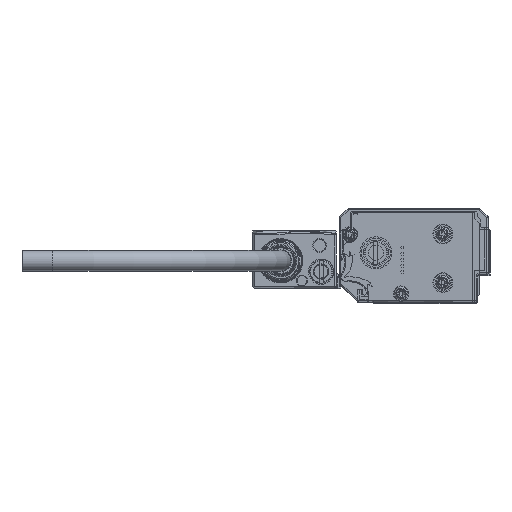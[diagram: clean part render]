
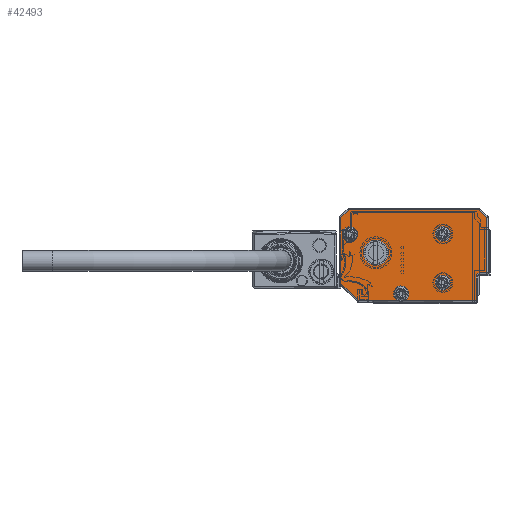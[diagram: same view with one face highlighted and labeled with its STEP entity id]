
A CAD part, left-side view. The second image highlights one B-rep face of the part: STEP entity #42493.
In plain terms, the highlighted planar face has unit normal (-1, 0, 0).
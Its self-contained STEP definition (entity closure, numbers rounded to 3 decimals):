
#42278=AXIS2_PLACEMENT_3D('Circle Axis2P3D',#42276,#42277,$) ;
#42306=AXIS2_PLACEMENT_3D('Circle Axis2P3D',#42304,#42305,$) ;
#42321=AXIS2_PLACEMENT_3D('Plane Axis2P3D',#42318,#42319,#42320) ;
#42325=AXIS2_PLACEMENT_3D('Circle Axis2P3D',#42323,#42324,$) ;
#42332=AXIS2_PLACEMENT_3D('Circle Axis2P3D',#42330,#42331,$) ;
#42339=AXIS2_PLACEMENT_3D('Circle Axis2P3D',#42337,#42338,$) ;
#42351=AXIS2_PLACEMENT_3D('Circle Axis2P3D',#42349,#42350,$) ;
#42423=AXIS2_PLACEMENT_3D('Circle Axis2P3D',#42421,#42422,$) ;
#42432=AXIS2_PLACEMENT_3D('Circle Axis2P3D',#42430,#42431,$) ;
#42441=AXIS2_PLACEMENT_3D('Circle Axis2P3D',#42439,#42440,$) ;
#42450=AXIS2_PLACEMENT_3D('Circle Axis2P3D',#42448,#42449,$) ;
#42459=AXIS2_PLACEMENT_3D('Circle Axis2P3D',#42457,#42458,$) ;
#42468=AXIS2_PLACEMENT_3D('Circle Axis2P3D',#42466,#42467,$) ;
#42477=AXIS2_PLACEMENT_3D('Circle Axis2P3D',#42475,#42476,$) ;
#42486=AXIS2_PLACEMENT_3D('Circle Axis2P3D',#42484,#42485,$) ;
#35934=CARTESIAN_POINT('Vertex',(-1373.,8.4,-1.)) ;
#35936=CARTESIAN_POINT('Vertex',(-1373.,7.,-1.)) ;
#35939=CARTESIAN_POINT('Line Origine',(-1373.,3.5,-1.)) ;
#35943=CARTESIAN_POINT('Vertex',(-1373.,21.793,-1.)) ;
#35955=CARTESIAN_POINT('Vertex',(-1373.,-17.,-1.)) ;
#35958=CARTESIAN_POINT('Line Origine',(-1373.,3.5,-1.)) ;
#42276=CARTESIAN_POINT('Axis2P3D Location',(-1373.,7.7,1.4)) ;
#42280=CARTESIAN_POINT('Vertex',(-1373.,5.2,1.4)) ;
#42301=CARTESIAN_POINT('Vertex',(-1373.,9.894,0.201)) ;
#42304=CARTESIAN_POINT('Axis2P3D Location',(-1373.,7.7,1.4)) ;
#42318=CARTESIAN_POINT('Axis2P3D Location',(-1373.,-21.5,13.5)) ;
#42323=CARTESIAN_POINT('Axis2P3D Location',(-1373.,7.7,1.4)) ;
#42327=CARTESIAN_POINT('Vertex',(-1373.,10.2,1.4)) ;
#42330=CARTESIAN_POINT('Axis2P3D Location',(-1373.,7.7,1.4)) ;
#42334=CARTESIAN_POINT('Vertex',(-1373.,5.506,2.599)) ;
#42337=CARTESIAN_POINT('Axis2P3D Location',(-1373.,7.7,1.4)) ;
#42342=CARTESIAN_POINT('Line Origine',(-1373.,-17.,3.1)) ;
#42346=CARTESIAN_POINT('Vertex',(-1373.,-17.,7.2)) ;
#42349=CARTESIAN_POINT('Axis2P3D Location',(-1373.,-18.,7.2)) ;
#42353=CARTESIAN_POINT('Vertex',(-1373.,-18.,8.2)) ;
#42356=CARTESIAN_POINT('Line Origine',(-1373.,-19.25,8.2)) ;
#42360=CARTESIAN_POINT('Vertex',(-1373.,-20.5,8.2)) ;
#42363=CARTESIAN_POINT('Line Origine',(-1373.,-20.5,17.246)) ;
#42367=CARTESIAN_POINT('Vertex',(-1373.,-20.5,26.293)) ;
#42370=CARTESIAN_POINT('Line Origine',(-1373.,-19.146,27.646)) ;
#42374=CARTESIAN_POINT('Vertex',(-1373.,-17.793,29.)) ;
#42377=CARTESIAN_POINT('Line Origine',(-1373.,3.5,29.)) ;
#42381=CARTESIAN_POINT('Vertex',(-1373.,24.793,29.)) ;
#42384=CARTESIAN_POINT('Line Origine',(-1373.,26.146,27.646)) ;
#42388=CARTESIAN_POINT('Vertex',(-1373.,27.5,26.293)) ;
#42391=CARTESIAN_POINT('Line Origine',(-1373.,27.5,15.5)) ;
#42395=CARTESIAN_POINT('Vertex',(-1373.,27.5,4.707)) ;
#42398=CARTESIAN_POINT('Line Origine',(-1373.,24.646,1.854)) ;
#42421=CARTESIAN_POINT('Axis2P3D Location',(-1373.,-6.,5.)) ;
#42425=CARTESIAN_POINT('Vertex',(-1373.,-3.806,3.801)) ;
#42427=CARTESIAN_POINT('Vertex',(-1373.,-8.194,6.199)) ;
#42430=CARTESIAN_POINT('Axis2P3D Location',(-1373.,-6.,5.)) ;
#42439=CARTESIAN_POINT('Axis2P3D Location',(-1373.,16.,14.8)) ;
#42443=CARTESIAN_POINT('Vertex',(-1373.,11.85,14.8)) ;
#42445=CARTESIAN_POINT('Vertex',(-1373.,20.15,14.8)) ;
#42448=CARTESIAN_POINT('Axis2P3D Location',(-1373.,16.,14.8)) ;
#42457=CARTESIAN_POINT('Axis2P3D Location',(-1373.,-6.,21.)) ;
#42461=CARTESIAN_POINT('Vertex',(-1373.,-8.194,22.199)) ;
#42463=CARTESIAN_POINT('Vertex',(-1373.,-3.806,19.801)) ;
#42466=CARTESIAN_POINT('Axis2P3D Location',(-1373.,-6.,21.)) ;
#42475=CARTESIAN_POINT('Axis2P3D Location',(-1373.,24.5,20.9)) ;
#42479=CARTESIAN_POINT('Vertex',(-1373.,22.306,22.099)) ;
#42481=CARTESIAN_POINT('Vertex',(-1373.,26.694,19.701)) ;
#42484=CARTESIAN_POINT('Axis2P3D Location',(-1373.,24.5,20.9)) ;
#35940=DIRECTION('Vector Direction',(0.,1.,0.)) ;
#35959=DIRECTION('Vector Direction',(0.,1.,0.)) ;
#42277=DIRECTION('Axis2P3D Direction',(-1.,0.,0.)) ;
#42305=DIRECTION('Axis2P3D Direction',(-1.,0.,0.)) ;
#42319=DIRECTION('Axis2P3D Direction',(1.,0.,0.)) ;
#42320=DIRECTION('Axis2P3D XDirection',(0.,1.,0.)) ;
#42324=DIRECTION('Axis2P3D Direction',(1.,0.,0.)) ;
#42331=DIRECTION('Axis2P3D Direction',(1.,0.,0.)) ;
#42338=DIRECTION('Axis2P3D Direction',(1.,0.,0.)) ;
#42343=DIRECTION('Vector Direction',(0.,0.,1.)) ;
#42350=DIRECTION('Axis2P3D Direction',(1.,0.,0.)) ;
#42357=DIRECTION('Vector Direction',(0.,-1.,0.)) ;
#42364=DIRECTION('Vector Direction',(0.,0.,1.)) ;
#42371=DIRECTION('Vector Direction',(0.,-0.707,-0.707)) ;
#42378=DIRECTION('Vector Direction',(0.,1.,0.)) ;
#42385=DIRECTION('Vector Direction',(0.,0.707,-0.707)) ;
#42392=DIRECTION('Vector Direction',(0.,0.,-1.)) ;
#42399=DIRECTION('Vector Direction',(0.,-0.707,-0.707)) ;
#42422=DIRECTION('Axis2P3D Direction',(1.,0.,0.)) ;
#42431=DIRECTION('Axis2P3D Direction',(1.,0.,0.)) ;
#42440=DIRECTION('Axis2P3D Direction',(1.,0.,0.)) ;
#42449=DIRECTION('Axis2P3D Direction',(1.,0.,0.)) ;
#42458=DIRECTION('Axis2P3D Direction',(1.,0.,0.)) ;
#42467=DIRECTION('Axis2P3D Direction',(1.,0.,0.)) ;
#42476=DIRECTION('Axis2P3D Direction',(1.,0.,0.)) ;
#42485=DIRECTION('Axis2P3D Direction',(1.,0.,0.)) ;
#35941=VECTOR('Line Direction',#35940,1.) ;
#35960=VECTOR('Line Direction',#35959,1.) ;
#42344=VECTOR('Line Direction',#42343,1.) ;
#42358=VECTOR('Line Direction',#42357,1.) ;
#42365=VECTOR('Line Direction',#42364,1.) ;
#42372=VECTOR('Line Direction',#42371,1.) ;
#42379=VECTOR('Line Direction',#42378,1.) ;
#42386=VECTOR('Line Direction',#42385,1.) ;
#42393=VECTOR('Line Direction',#42392,1.) ;
#42400=VECTOR('Line Direction',#42399,1.) ;
#42404=ORIENTED_EDGE('',*,*,#42308,.T.) ;
#42405=ORIENTED_EDGE('',*,*,#42329,.T.) ;
#42406=ORIENTED_EDGE('',*,*,#42336,.T.) ;
#42407=ORIENTED_EDGE('',*,*,#42341,.T.) ;
#42408=ORIENTED_EDGE('',*,*,#42282,.T.) ;
#42409=ORIENTED_EDGE('',*,*,#35962,.F.) ;
#42410=ORIENTED_EDGE('',*,*,#42348,.F.) ;
#42411=ORIENTED_EDGE('',*,*,#42355,.F.) ;
#42412=ORIENTED_EDGE('',*,*,#42362,.F.) ;
#42413=ORIENTED_EDGE('',*,*,#42369,.F.) ;
#42414=ORIENTED_EDGE('',*,*,#42376,.F.) ;
#42415=ORIENTED_EDGE('',*,*,#42383,.F.) ;
#42416=ORIENTED_EDGE('',*,*,#42390,.F.) ;
#42417=ORIENTED_EDGE('',*,*,#42397,.F.) ;
#42418=ORIENTED_EDGE('',*,*,#42402,.F.) ;
#42419=ORIENTED_EDGE('',*,*,#35945,.F.) ;
#42436=ORIENTED_EDGE('',*,*,#42429,.T.) ;
#42437=ORIENTED_EDGE('',*,*,#42434,.T.) ;
#42454=ORIENTED_EDGE('',*,*,#42447,.T.) ;
#42455=ORIENTED_EDGE('',*,*,#42452,.T.) ;
#42472=ORIENTED_EDGE('',*,*,#42465,.T.) ;
#42473=ORIENTED_EDGE('',*,*,#42470,.T.) ;
#42490=ORIENTED_EDGE('',*,*,#42483,.T.) ;
#42491=ORIENTED_EDGE('',*,*,#42488,.T.) ;
#42438=FACE_BOUND('',#42435,.T.) ;
#42456=FACE_BOUND('',#42453,.T.) ;
#42474=FACE_BOUND('',#42471,.T.) ;
#42492=FACE_BOUND('',#42489,.T.) ;
#42493=ADVANCED_FACE('\X2\FF8AFF9FFF70FF82\X0\ \X2\FF8EFF9EFF83FF9EFF68FF70\X0\',(#42420,#42438,#42456,#42474,#42492),#42322,.F.) ;
#42279=CIRCLE('generated circle',#42278,2.5) ;
#42307=CIRCLE('generated circle',#42306,2.5) ;
#42326=CIRCLE('generated circle',#42325,2.5) ;
#42333=CIRCLE('generated circle',#42332,2.5) ;
#42340=CIRCLE('generated circle',#42339,2.5) ;
#42352=CIRCLE('generated circle',#42351,1.) ;
#42424=CIRCLE('generated circle',#42423,2.5) ;
#42433=CIRCLE('generated circle',#42432,2.5) ;
#42442=CIRCLE('generated circle',#42441,4.15) ;
#42451=CIRCLE('generated circle',#42450,4.15) ;
#42460=CIRCLE('generated circle',#42459,2.5) ;
#42469=CIRCLE('generated circle',#42468,2.5) ;
#42478=CIRCLE('generated circle',#42477,2.5) ;
#42487=CIRCLE('generated circle',#42486,2.5) ;
#35945=EDGE_CURVE('',#35935,#35944,#35942,.T.) ;
#35962=EDGE_CURVE('',#35956,#35937,#35961,.T.) ;
#42282=EDGE_CURVE('',#42281,#35937,#42279,.F.) ;
#42308=EDGE_CURVE('',#35935,#42302,#42307,.F.) ;
#42329=EDGE_CURVE('',#42302,#42328,#42326,.T.) ;
#42336=EDGE_CURVE('',#42328,#42335,#42333,.T.) ;
#42341=EDGE_CURVE('',#42335,#42281,#42340,.T.) ;
#42348=EDGE_CURVE('',#42347,#35956,#42345,.F.) ;
#42355=EDGE_CURVE('',#42354,#42347,#42352,.F.) ;
#42362=EDGE_CURVE('',#42361,#42354,#42359,.F.) ;
#42369=EDGE_CURVE('',#42368,#42361,#42366,.F.) ;
#42376=EDGE_CURVE('',#42375,#42368,#42373,.T.) ;
#42383=EDGE_CURVE('',#42382,#42375,#42380,.F.) ;
#42390=EDGE_CURVE('',#42389,#42382,#42387,.F.) ;
#42397=EDGE_CURVE('',#42396,#42389,#42394,.F.) ;
#42402=EDGE_CURVE('',#35944,#42396,#42401,.F.) ;
#42429=EDGE_CURVE('',#42426,#42428,#42424,.T.) ;
#42434=EDGE_CURVE('',#42428,#42426,#42433,.T.) ;
#42447=EDGE_CURVE('',#42444,#42446,#42442,.T.) ;
#42452=EDGE_CURVE('',#42446,#42444,#42451,.T.) ;
#42465=EDGE_CURVE('',#42462,#42464,#42460,.T.) ;
#42470=EDGE_CURVE('',#42464,#42462,#42469,.T.) ;
#42483=EDGE_CURVE('',#42480,#42482,#42478,.T.) ;
#42488=EDGE_CURVE('',#42482,#42480,#42487,.T.) ;
#42403=EDGE_LOOP('',(#42404,#42405,#42406,#42407,#42408,#42409,#42410,#42411,#42412,#42413,#42414,#42415,#42416,#42417,#42418,#42419)) ;
#42435=EDGE_LOOP('',(#42436,#42437)) ;
#42453=EDGE_LOOP('',(#42454,#42455)) ;
#42471=EDGE_LOOP('',(#42472,#42473)) ;
#42489=EDGE_LOOP('',(#42490,#42491)) ;
#42420=FACE_OUTER_BOUND('',#42403,.T.) ;
#35942=LINE('Line',#35939,#35941) ;
#35961=LINE('Line',#35958,#35960) ;
#42345=LINE('Line',#42342,#42344) ;
#42359=LINE('Line',#42356,#42358) ;
#42366=LINE('Line',#42363,#42365) ;
#42373=LINE('Line',#42370,#42372) ;
#42380=LINE('Line',#42377,#42379) ;
#42387=LINE('Line',#42384,#42386) ;
#42394=LINE('Line',#42391,#42393) ;
#42401=LINE('Line',#42398,#42400) ;
#42322=PLANE('Plane',#42321) ;
#35935=VERTEX_POINT('',#35934) ;
#35937=VERTEX_POINT('',#35936) ;
#35944=VERTEX_POINT('',#35943) ;
#35956=VERTEX_POINT('',#35955) ;
#42281=VERTEX_POINT('',#42280) ;
#42302=VERTEX_POINT('',#42301) ;
#42328=VERTEX_POINT('',#42327) ;
#42335=VERTEX_POINT('',#42334) ;
#42347=VERTEX_POINT('',#42346) ;
#42354=VERTEX_POINT('',#42353) ;
#42361=VERTEX_POINT('',#42360) ;
#42368=VERTEX_POINT('',#42367) ;
#42375=VERTEX_POINT('',#42374) ;
#42382=VERTEX_POINT('',#42381) ;
#42389=VERTEX_POINT('',#42388) ;
#42396=VERTEX_POINT('',#42395) ;
#42426=VERTEX_POINT('',#42425) ;
#42428=VERTEX_POINT('',#42427) ;
#42444=VERTEX_POINT('',#42443) ;
#42446=VERTEX_POINT('',#42445) ;
#42462=VERTEX_POINT('',#42461) ;
#42464=VERTEX_POINT('',#42463) ;
#42480=VERTEX_POINT('',#42479) ;
#42482=VERTEX_POINT('',#42481) ;
